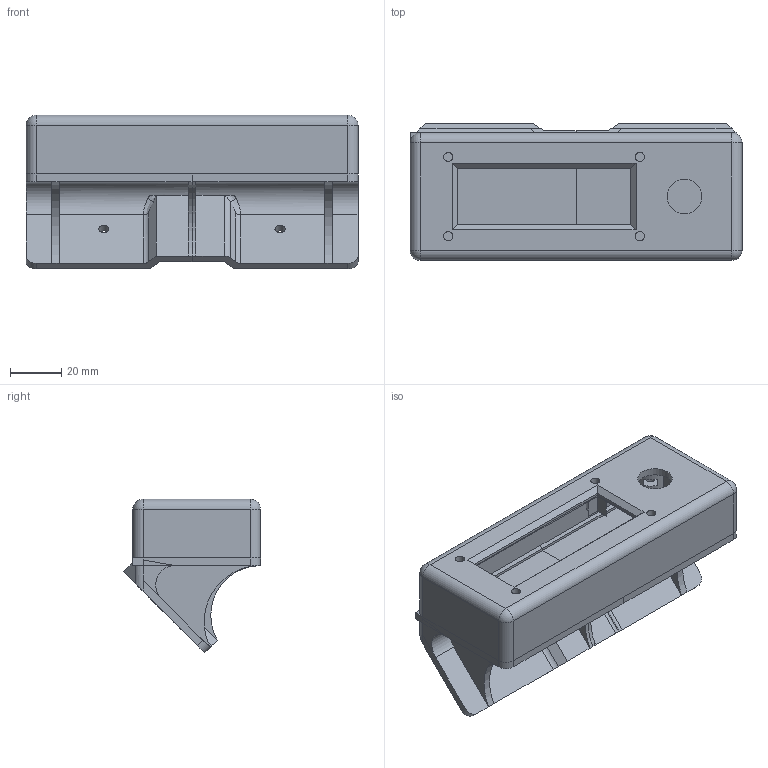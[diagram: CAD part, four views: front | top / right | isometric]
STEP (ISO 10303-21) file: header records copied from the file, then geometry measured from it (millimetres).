
FILE_DESCRIPTION(('FreeCAD Model'),'2;1');
FILE_NAME('Open CASCADE Shape Model','2023-10-12T01:08:18',(''),(''), 'Open CASCADE STEP processor 7.6','FreeCAD','Unknown');
FILE_SCHEMA(('AUTOMOTIVE_DESIGN { 1 0 10303 214 1 1 1 1 }'));
Length unit declared in the file: millimetre
Products named in the file (3): Dashboard; Base; TopPart
Assembly tree (2 placements, depth 2):
  Dashboard
    Base
    TopPart
Bounding box: 130 x 53.66 x 60.16 mm (x, y, z)
Volume: 94047.3 mm3; surface area: 54798.8 mm2
Topology: 2 solids, 2 shells, 223 faces, 565 edges, 349 vertices
Faces by surface type: plane 141, cylinder 70, bspline 4, sphere 4, cone 4
Full cylindrical faces by diameter (mm): 3.6 x16, 4 x2, 6 x2, 13.6 x1, 25 x1
Entity records: 7512 total; most frequent: CARTESIAN_POINT 2008, DIRECTION 1130, ORIENTED_EDGE 1110, EDGE_CURVE 555, LINE 398, VECTOR 398, AXIS2_PLACEMENT_3D 366, VERTEX_POINT 349
